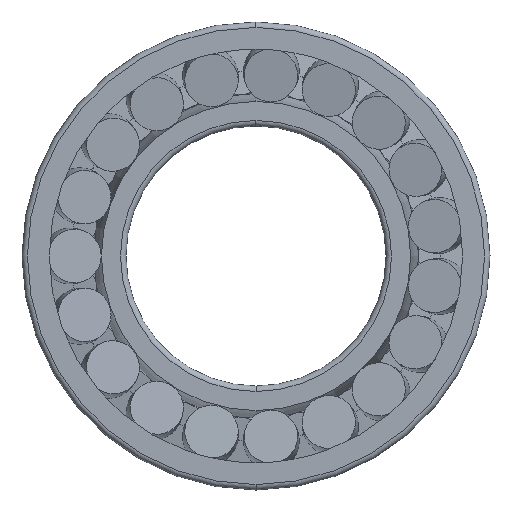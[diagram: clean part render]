
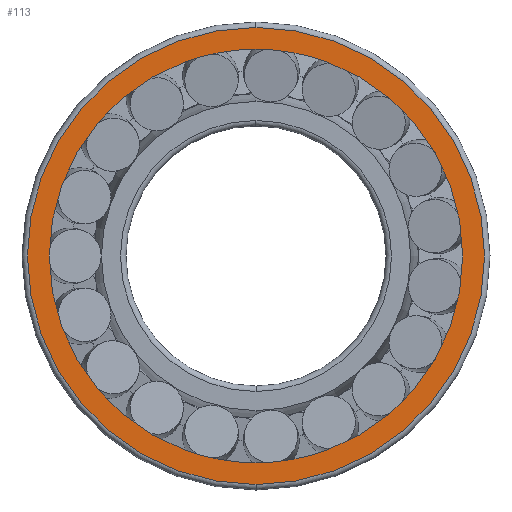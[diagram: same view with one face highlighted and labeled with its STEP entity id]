
A CAD part, left-side view. The second image highlights one B-rep face of the part: STEP entity #113.
In plain terms, the highlighted planar face has unit normal (-1, 0, 0).
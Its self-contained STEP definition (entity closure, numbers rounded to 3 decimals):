
#113=ADVANCED_FACE('',(#435,#436),#437,.T.);
#435=FACE_OUTER_BOUND('',#1062,.T.);
#436=FACE_BOUND('',#1063,.T.);
#437=PLANE('',#1064);
#1062=EDGE_LOOP('',(#1956,#1957,#1958));
#1063=EDGE_LOOP('',(#1959,#1960,#1961));
#1064=AXIS2_PLACEMENT_3D('',#1962,#1963,#1964);
#1956=ORIENTED_EDGE('',*,*,#3936,.F.);
#1957=ORIENTED_EDGE('',*,*,#3935,.F.);
#1958=ORIENTED_EDGE('',*,*,#3977,.F.);
#1959=ORIENTED_EDGE('',*,*,#3981,.T.);
#1960=ORIENTED_EDGE('',*,*,#3914,.T.);
#1961=ORIENTED_EDGE('',*,*,#3982,.T.);
#1962=CARTESIAN_POINT('',(0.,83.7,0.0));
#1963=DIRECTION('',(-1.0,0.,0.0));
#1964=DIRECTION('',(0.,-1.0,0.0));
#3914=EDGE_CURVE('',#4674,#4671,#4675,.T.);
#3935=EDGE_CURVE('',#4713,#4716,#4717,.T.);
#3936=EDGE_CURVE('',#4716,#4718,#4719,.T.);
#3977=EDGE_CURVE('',#4718,#4713,#4776,.T.);
#3981=EDGE_CURVE('',#4781,#4674,#4782,.T.);
#3982=EDGE_CURVE('',#4671,#4781,#4783,.T.);
#4671=VERTEX_POINT('',#5932);
#4674=VERTEX_POINT('',#5935);
#4675=CIRCLE('',#5936,79.5);
#4713=VERTEX_POINT('',#5976);
#4716=VERTEX_POINT('',#5979);
#4717=CIRCLE('',#5980,87.9);
#4718=VERTEX_POINT('',#5981);
#4719=CIRCLE('',#5982,87.9);
#4776=CIRCLE('',#6253,87.9);
#4781=VERTEX_POINT('',#6258);
#4782=CIRCLE('',#6259,79.5);
#4783=CIRCLE('',#6260,79.5);
#5932=CARTESIAN_POINT('',(0.,0.,-79.5));
#5935=CARTESIAN_POINT('',(0.,0.,79.5));
#5936=AXIS2_PLACEMENT_3D('',#12480,#12481,#12482);
#5976=CARTESIAN_POINT('',(0.0,0.,-87.9));
#5979=CARTESIAN_POINT('',(0.0,87.9,0.0));
#5980=AXIS2_PLACEMENT_3D('',#12539,#12540,#12541);
#5981=CARTESIAN_POINT('',(0.0,0.,87.9));
#5982=AXIS2_PLACEMENT_3D('',#12542,#12543,#12544);
#6253=AXIS2_PLACEMENT_3D('',#12612,#12613,#12614);
#6258=CARTESIAN_POINT('',(0.,79.5,0.0));
#6259=AXIS2_PLACEMENT_3D('',#12624,#12625,#12626);
#6260=AXIS2_PLACEMENT_3D('',#12627,#12628,#12629);
#12480=CARTESIAN_POINT('',(0.,0.0,0.0));
#12481=DIRECTION('',(1.0,0.0,0.0));
#12482=DIRECTION('',(0.0,1.0,0.0));
#12539=CARTESIAN_POINT('',(0.0,0.0,0.0));
#12540=DIRECTION('',(1.0,0.0,0.0));
#12541=DIRECTION('',(0.0,1.0,0.0));
#12542=CARTESIAN_POINT('',(0.0,0.0,0.0));
#12543=DIRECTION('',(1.0,0.0,0.0));
#12544=DIRECTION('',(0.0,1.0,0.0));
#12612=CARTESIAN_POINT('',(0.0,0.0,0.0));
#12613=DIRECTION('',(1.0,0.0,0.0));
#12614=DIRECTION('',(0.0,1.0,0.0));
#12624=CARTESIAN_POINT('',(0.,0.0,0.0));
#12625=DIRECTION('',(1.0,0.0,0.0));
#12626=DIRECTION('',(0.0,1.0,0.0));
#12627=CARTESIAN_POINT('',(0.,0.0,0.0));
#12628=DIRECTION('',(1.0,0.0,0.0));
#12629=DIRECTION('',(0.0,1.0,0.0));
